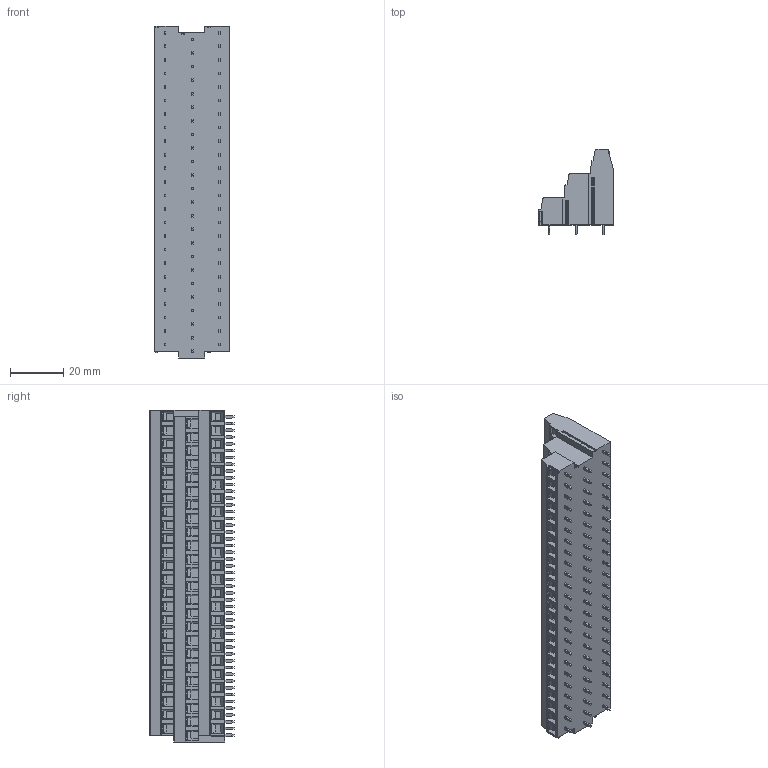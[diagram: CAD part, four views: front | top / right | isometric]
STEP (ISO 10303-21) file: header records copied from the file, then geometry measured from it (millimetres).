
FILE_DESCRIPTION((''),'2;1');
FILE_NAME('TL332VH3-XXP-XS','2025-01-17T',('yanfa'),(''),'PRO/ENGINEER BY PARAMETRIC TECHNOLOGY CORPORATION, 2009280','PRO/ENGINEER BY PARAMETRIC TECHNOLOGY CORPORATION, 2009280','');
FILE_SCHEMA(('AUTOMOTIVE_DESIGN_CC2 { 1 2 10303 214 -1 1 5 2 }'));
Products named in the file (1): TL332VH3-XXP-XS
Bounding box: 28.1 x 31.7 x 124.46 mm (x, y, z)
Volume: 58647.6 mm3; surface area: 18543 mm2
Topology: 1 solids, 1 shells, 3037 faces, 7649 edges, 4838 vertices
Faces by surface type: plane 1757, cylinder 760, cone 352, torus 144, sphere 24
Entity records: 91494 total; most frequent: CARTESIAN_POINT 18090, ORIENTED_EDGE 15298, DIRECTION 15139, EDGE_CURVE 7649, VECTOR 5273, LINE 5273, AXIS2_PLACEMENT_3D 4933, VERTEX_POINT 4838
